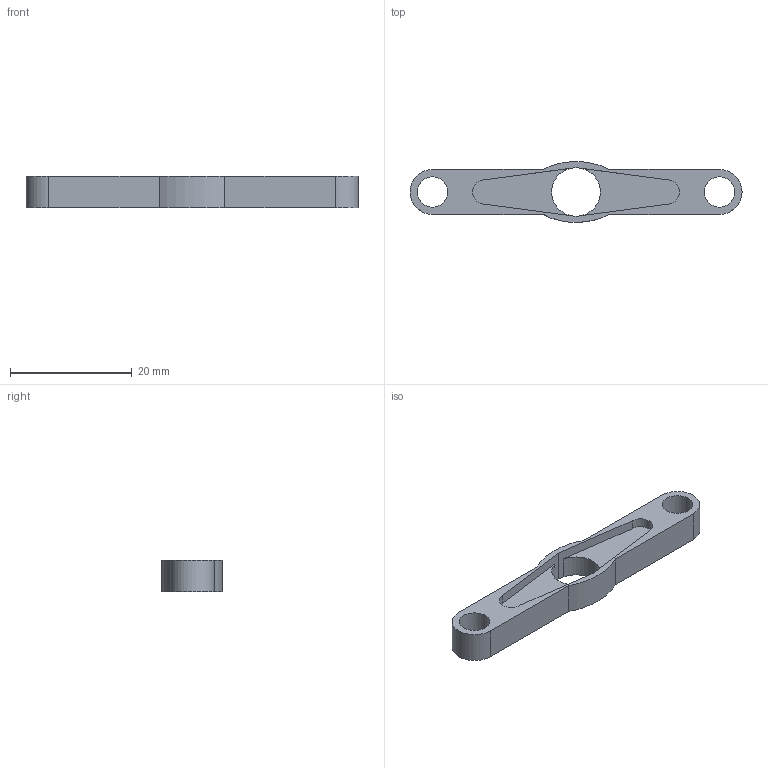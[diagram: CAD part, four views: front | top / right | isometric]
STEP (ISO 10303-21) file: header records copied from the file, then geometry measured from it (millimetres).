
FILE_DESCRIPTION(/* description */ (''),/* implementation_level */ '2;1');
FILE_NAME(/* name */ 'BeinAntrieb v9.step',/* time_stamp */ '2024-02-12T16:39:53+01:00',/* author */ (''),/* organization */ (''),/* preprocessor_version */ 'ST-DEVELOPER v20',/* originating_system */ 'Autodesk Translation Framework v12.20.1.177',/* authorisation */ '');
FILE_SCHEMA (('AUTOMOTIVE_DESIGN { 1 0 10303 214 3 1 1 }'));
Length unit declared in the file: millimetre
Products named in the file (1): BeinAntrieb
Bounding box: 54.6 x 9.99 x 5.2 mm (x, y, z)
Volume: 1446.6 mm3; surface area: 1631.1 mm2
Topology: 1 solids, 1 shells, 22 faces, 60 edges, 40 vertices
Faces by surface type: plane 12, cylinder 8, bspline 2
Full cylindrical faces by diameter (mm): 5 x2
Entity records: 751 total; most frequent: CARTESIAN_POINT 133, DIRECTION 122, ORIENTED_EDGE 120, EDGE_CURVE 60, AXIS2_PLACEMENT_3D 41, LINE 40, VECTOR 40, VERTEX_POINT 40
